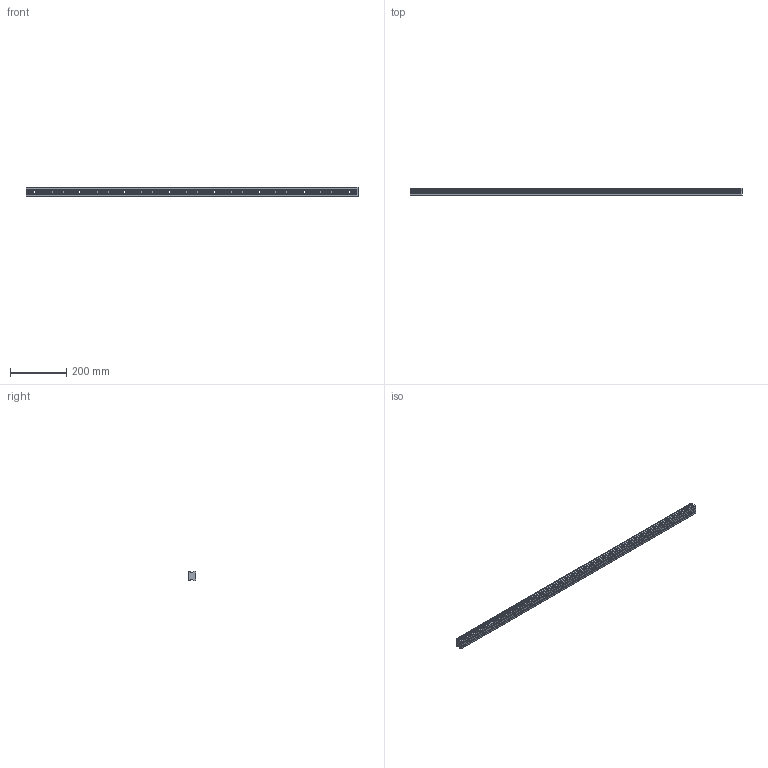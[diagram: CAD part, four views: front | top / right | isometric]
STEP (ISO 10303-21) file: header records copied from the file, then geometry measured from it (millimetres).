
FILE_DESCRIPTION (( 'STEP AP214' ), '1' );
FILE_NAME ('SHS35C1SS-1180L_G30_0_B-M6F_529_0_0_0_1.STEP', '2021-06-22T09:25:18', ( '' ), ( '' ), 'SwSTEP 2.0', 'SolidWorks 2021', '' );
FILE_SCHEMA (( 'AUTOMOTIVE_DESIGN' ));
Length unit declared in the file: millimetre
Products named in the file (2): _SHS35C118030 Track; SHS35C1SS-1180L_G30_0_B-M6F_529_0_0_0_1
Assembly tree (1 placements, depth 2):
  SHS35C1SS-1180L_G30_0_B-M6F_529_0_0_0_1
    _SHS35C118030 Track
Bounding box: 1180 x 26 x 34 mm (x, y, z)
Volume: 897687.9 mm3; surface area: 157616.2 mm2
Topology: 1 solids, 1 shells, 198 faces, 588 edges, 392 vertices
Faces by surface type: cylinder 114, plane 84
Entity records: 7026 total; most frequent: CARTESIAN_POINT 1662, ORIENTED_EDGE 1176, DIRECTION 1100, EDGE_CURVE 588, AXIS2_PLACEMENT_3D 430, VERTEX_POINT 392, VECTOR 240, LINE 240
